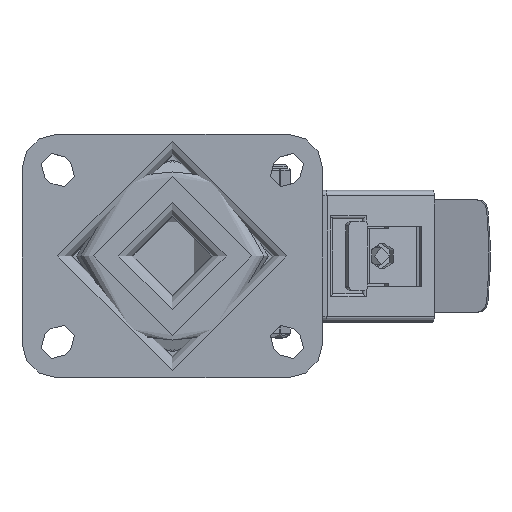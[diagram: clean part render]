
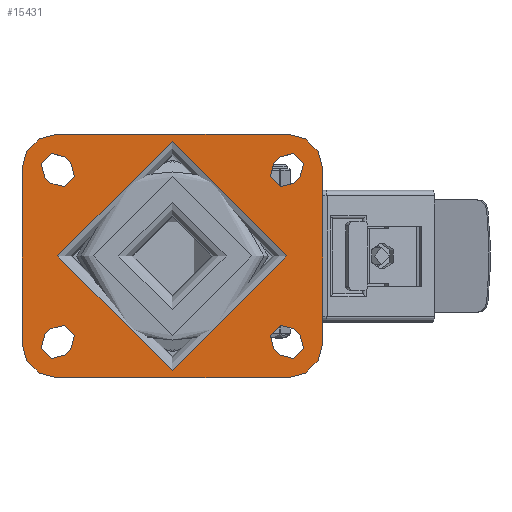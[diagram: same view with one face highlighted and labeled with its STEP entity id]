
A CAD part, top view. The second image highlights one B-rep face of the part: STEP entity #15431.
In plain terms, the highlighted planar face has unit normal (0, 0, 1).
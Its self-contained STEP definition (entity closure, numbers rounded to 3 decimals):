
#1111=FACE_BOUND('',#5352,.T.);
#1112=FACE_BOUND('',#5353,.T.);
#1113=FACE_BOUND('',#5354,.T.);
#1114=FACE_BOUND('',#5355,.T.);
#1115=FACE_BOUND('',#5356,.T.);
#1272=PLANE('',#16710);
#1797=LINE('',#22485,#3022);
#1798=LINE('',#22486,#3023);
#1799=LINE('',#22487,#3024);
#1800=LINE('',#22488,#3025);
#1801=LINE('',#22489,#3026);
#1802=LINE('',#22490,#3027);
#1803=LINE('',#22491,#3028);
#1804=LINE('',#22492,#3029);
#1805=LINE('',#22493,#3030);
#1806=LINE('',#22494,#3031);
#1807=LINE('',#22495,#3032);
#1808=LINE('',#22496,#3033);
#3022=VECTOR('',#18352,1000.);
#3023=VECTOR('',#18353,1000.);
#3024=VECTOR('',#18354,1000.);
#3025=VECTOR('',#18355,1000.);
#3026=VECTOR('',#18356,1000.);
#3027=VECTOR('',#18357,1000.);
#3028=VECTOR('',#18358,1000.);
#3029=VECTOR('',#18359,1000.);
#3030=VECTOR('',#18360,1000.);
#3031=VECTOR('',#18361,1000.);
#3032=VECTOR('',#18362,1000.);
#3033=VECTOR('',#18363,1000.);
#4428=FACE_OUTER_BOUND('',#5351,.T.);
#5351=EDGE_LOOP('',(#10981,#10982,#10983,#10984,#10985,#10986,#10987,#10988));
#5352=EDGE_LOOP('',(#10989,#10990,#10991,#10992));
#5353=EDGE_LOOP('',(#10993,#10994,#10995,#10996));
#5354=EDGE_LOOP('',(#10997,#10998,#10999,#11000));
#5355=EDGE_LOOP('',(#11001,#11002,#11003,#11004));
#5356=EDGE_LOOP('',(#11005));
#6415=CIRCLE('',#16593,5.125);
#6416=CIRCLE('',#16595,5.125);
#6419=CIRCLE('',#16599,5.125);
#6420=CIRCLE('',#16601,5.125);
#6422=CIRCLE('',#16604,5.125);
#6425=CIRCLE('',#16608,5.125);
#6426=CIRCLE('',#16610,5.125);
#6429=CIRCLE('',#16614,5.125);
#6430=CIRCLE('',#16616,12.);
#6432=CIRCLE('',#16619,12.);
#6434=CIRCLE('',#16622,12.);
#6436=CIRCLE('',#16625,12.);
#6507=CIRCLE('',#16707,40.);
#6975=VERTEX_POINT('',#22130);
#6976=VERTEX_POINT('',#22132);
#6977=VERTEX_POINT('',#22136);
#6978=VERTEX_POINT('',#22137);
#6983=VERTEX_POINT('',#22148);
#6984=VERTEX_POINT('',#22150);
#6985=VERTEX_POINT('',#22154);
#6986=VERTEX_POINT('',#22155);
#6989=VERTEX_POINT('',#22163);
#6990=VERTEX_POINT('',#22164);
#6995=VERTEX_POINT('',#22175);
#6996=VERTEX_POINT('',#22177);
#6997=VERTEX_POINT('',#22181);
#6998=VERTEX_POINT('',#22182);
#7003=VERTEX_POINT('',#22193);
#7004=VERTEX_POINT('',#22195);
#7005=VERTEX_POINT('',#22199);
#7006=VERTEX_POINT('',#22200);
#7009=VERTEX_POINT('',#22208);
#7010=VERTEX_POINT('',#22209);
#7013=VERTEX_POINT('',#22217);
#7014=VERTEX_POINT('',#22218);
#7017=VERTEX_POINT('',#22226);
#7018=VERTEX_POINT('',#22227);
#7133=VERTEX_POINT('',#22479);
#8489=EDGE_CURVE('',#6976,#6975,#6415,.T.);
#8491=EDGE_CURVE('',#6977,#6978,#6416,.T.);
#8497=EDGE_CURVE('',#6984,#6983,#6419,.T.);
#8499=EDGE_CURVE('',#6985,#6986,#6420,.T.);
#8503=EDGE_CURVE('',#6989,#6990,#6422,.T.);
#8509=EDGE_CURVE('',#6996,#6995,#6425,.T.);
#8511=EDGE_CURVE('',#6997,#6998,#6426,.T.);
#8517=EDGE_CURVE('',#7004,#7003,#6429,.T.);
#8519=EDGE_CURVE('',#7005,#7006,#6430,.T.);
#8523=EDGE_CURVE('',#7009,#7010,#6432,.T.);
#8527=EDGE_CURVE('',#7013,#7014,#6434,.T.);
#8531=EDGE_CURVE('',#7017,#7018,#6436,.T.);
#8657=EDGE_CURVE('',#7133,#7133,#6507,.T.);
#8660=EDGE_CURVE('',#7014,#7017,#1797,.T.);
#8661=EDGE_CURVE('',#7010,#7013,#1798,.T.);
#8662=EDGE_CURVE('',#7006,#7009,#1799,.T.);
#8663=EDGE_CURVE('',#7018,#7005,#1800,.T.);
#8664=EDGE_CURVE('',#6975,#6977,#1801,.T.);
#8665=EDGE_CURVE('',#6978,#6976,#1802,.T.);
#8666=EDGE_CURVE('',#6983,#6985,#1803,.T.);
#8667=EDGE_CURVE('',#6986,#6984,#1804,.T.);
#8668=EDGE_CURVE('',#6990,#6996,#1805,.T.);
#8669=EDGE_CURVE('',#6995,#6989,#1806,.T.);
#8670=EDGE_CURVE('',#6998,#7004,#1807,.T.);
#8671=EDGE_CURVE('',#7003,#6997,#1808,.T.);
#10981=ORIENTED_EDGE('',*,*,#8531,.F.);
#10982=ORIENTED_EDGE('',*,*,#8660,.F.);
#10983=ORIENTED_EDGE('',*,*,#8527,.F.);
#10984=ORIENTED_EDGE('',*,*,#8661,.F.);
#10985=ORIENTED_EDGE('',*,*,#8523,.F.);
#10986=ORIENTED_EDGE('',*,*,#8662,.F.);
#10987=ORIENTED_EDGE('',*,*,#8519,.F.);
#10988=ORIENTED_EDGE('',*,*,#8663,.F.);
#10989=ORIENTED_EDGE('',*,*,#8664,.T.);
#10990=ORIENTED_EDGE('',*,*,#8491,.T.);
#10991=ORIENTED_EDGE('',*,*,#8665,.T.);
#10992=ORIENTED_EDGE('',*,*,#8489,.T.);
#10993=ORIENTED_EDGE('',*,*,#8666,.T.);
#10994=ORIENTED_EDGE('',*,*,#8499,.T.);
#10995=ORIENTED_EDGE('',*,*,#8667,.T.);
#10996=ORIENTED_EDGE('',*,*,#8497,.T.);
#10997=ORIENTED_EDGE('',*,*,#8668,.T.);
#10998=ORIENTED_EDGE('',*,*,#8509,.T.);
#10999=ORIENTED_EDGE('',*,*,#8669,.T.);
#11000=ORIENTED_EDGE('',*,*,#8503,.T.);
#11001=ORIENTED_EDGE('',*,*,#8670,.T.);
#11002=ORIENTED_EDGE('',*,*,#8517,.T.);
#11003=ORIENTED_EDGE('',*,*,#8671,.T.);
#11004=ORIENTED_EDGE('',*,*,#8511,.T.);
#11005=ORIENTED_EDGE('',*,*,#8657,.F.);
#15431=ADVANCED_FACE('',(#4428,#1111,#1112,#1113,#1114,#1115),#1272,.T.);
#16593=AXIS2_PLACEMENT_3D('',#22133,#18040,#18041);
#16595=AXIS2_PLACEMENT_3D('',#22138,#18045,#18046);
#16599=AXIS2_PLACEMENT_3D('',#22151,#18056,#18057);
#16601=AXIS2_PLACEMENT_3D('',#22156,#18061,#18062);
#16604=AXIS2_PLACEMENT_3D('',#22165,#18069,#18070);
#16608=AXIS2_PLACEMENT_3D('',#22178,#18080,#18081);
#16610=AXIS2_PLACEMENT_3D('',#22183,#18085,#18086);
#16614=AXIS2_PLACEMENT_3D('',#22196,#18096,#18097);
#16616=AXIS2_PLACEMENT_3D('',#22201,#18101,#18102);
#16619=AXIS2_PLACEMENT_3D('',#22210,#18109,#18110);
#16622=AXIS2_PLACEMENT_3D('',#22219,#18117,#18118);
#16625=AXIS2_PLACEMENT_3D('',#22228,#18125,#18126);
#16707=AXIS2_PLACEMENT_3D('',#22480,#18344,#18345);
#16710=AXIS2_PLACEMENT_3D('',#22484,#18350,#18351);
#18040=DIRECTION('center_axis',(0.,0.,-1.));
#18041=DIRECTION('ref_axis',(-1.,0.,0.));
#18045=DIRECTION('center_axis',(0.,0.,-1.));
#18046=DIRECTION('ref_axis',(-1.,0.,0.));
#18056=DIRECTION('center_axis',(0.,0.,-1.));
#18057=DIRECTION('ref_axis',(-1.,0.,0.));
#18061=DIRECTION('center_axis',(0.,0.,-1.));
#18062=DIRECTION('ref_axis',(-1.,0.,0.));
#18069=DIRECTION('center_axis',(0.,0.,-1.));
#18070=DIRECTION('ref_axis',(1.,0.,0.));
#18080=DIRECTION('center_axis',(0.,0.,-1.));
#18081=DIRECTION('ref_axis',(1.,0.,0.));
#18085=DIRECTION('center_axis',(0.,0.,-1.));
#18086=DIRECTION('ref_axis',(1.,0.,0.));
#18096=DIRECTION('center_axis',(0.,0.,-1.));
#18097=DIRECTION('ref_axis',(1.,0.,0.));
#18101=DIRECTION('center_axis',(0.,0.,-1.));
#18102=DIRECTION('ref_axis',(-0.707,0.707,0.));
#18109=DIRECTION('center_axis',(0.,0.,-1.));
#18110=DIRECTION('ref_axis',(0.707,0.707,0.));
#18117=DIRECTION('center_axis',(0.,0.,-1.));
#18118=DIRECTION('ref_axis',(0.707,-0.707,0.));
#18125=DIRECTION('center_axis',(0.,0.,-1.));
#18126=DIRECTION('ref_axis',(-0.707,-0.707,0.));
#18344=DIRECTION('center_axis',(0.,0.,1.));
#18345=DIRECTION('ref_axis',(1.,0.,0.));
#18350=DIRECTION('center_axis',(0.,0.,1.));
#18351=DIRECTION('ref_axis',(1.,0.,0.));
#18352=DIRECTION('',(-1.,0.,0.));
#18353=DIRECTION('',(0.,-1.,0.));
#18354=DIRECTION('',(1.,0.,0.));
#18355=DIRECTION('',(0.,1.,0.));
#18356=DIRECTION('',(-0.707,0.707,0.));
#18357=DIRECTION('',(0.707,-0.707,0.));
#18358=DIRECTION('',(-0.707,-0.707,0.));
#18359=DIRECTION('',(0.707,0.707,0.));
#18360=DIRECTION('',(-0.707,-0.707,0.));
#18361=DIRECTION('',(0.707,0.707,0.));
#18362=DIRECTION('',(-0.707,0.707,0.));
#18363=DIRECTION('',(0.707,-0.707,0.));
#22130=CARTESIAN_POINT('',(37.26,-34.508,0.));
#22132=CARTESIAN_POINT('',(44.508,-27.26,0.));
#22133=CARTESIAN_POINT('Origin',(40.884,-30.884,0.));
#22136=CARTESIAN_POINT('',(35.492,-32.74,0.));
#22137=CARTESIAN_POINT('',(42.74,-25.492,0.));
#22138=CARTESIAN_POINT('Origin',(39.116,-29.116,0.));
#22148=CARTESIAN_POINT('',(44.508,27.26,0.));
#22150=CARTESIAN_POINT('',(37.26,34.508,0.));
#22151=CARTESIAN_POINT('Origin',(40.884,30.884,0.));
#22154=CARTESIAN_POINT('',(42.74,25.492,0.));
#22155=CARTESIAN_POINT('',(35.492,32.74,0.));
#22156=CARTESIAN_POINT('Origin',(39.116,29.116,0.));
#22163=CARTESIAN_POINT('',(-42.74,-25.492,0.));
#22164=CARTESIAN_POINT('',(-35.492,-32.74,0.));
#22165=CARTESIAN_POINT('Origin',(-39.116,-29.116,0.));
#22175=CARTESIAN_POINT('',(-44.508,-27.26,0.));
#22177=CARTESIAN_POINT('',(-37.26,-34.508,0.));
#22178=CARTESIAN_POINT('Origin',(-40.884,-30.884,0.));
#22181=CARTESIAN_POINT('',(-35.492,32.74,0.));
#22182=CARTESIAN_POINT('',(-42.74,25.492,0.));
#22183=CARTESIAN_POINT('Origin',(-39.116,29.116,0.));
#22193=CARTESIAN_POINT('',(-37.26,34.508,0.));
#22195=CARTESIAN_POINT('',(-44.508,27.26,0.));
#22196=CARTESIAN_POINT('Origin',(-40.884,30.884,0.));
#22199=CARTESIAN_POINT('',(-52.5,30.5,0.));
#22200=CARTESIAN_POINT('',(-40.5,42.5,0.));
#22201=CARTESIAN_POINT('Origin',(-40.5,30.5,0.));
#22208=CARTESIAN_POINT('',(40.5,42.5,0.));
#22209=CARTESIAN_POINT('',(52.5,30.5,0.));
#22210=CARTESIAN_POINT('Origin',(40.5,30.5,0.));
#22217=CARTESIAN_POINT('',(52.5,-30.5,0.));
#22218=CARTESIAN_POINT('',(40.5,-42.5,0.));
#22219=CARTESIAN_POINT('Origin',(40.5,-30.5,0.));
#22226=CARTESIAN_POINT('',(-40.5,-42.5,0.));
#22227=CARTESIAN_POINT('',(-52.5,-30.5,0.));
#22228=CARTESIAN_POINT('Origin',(-40.5,-30.5,0.));
#22479=CARTESIAN_POINT('',(40.,0.,0.));
#22480=CARTESIAN_POINT('Origin',(0.,0.,0.));
#22484=CARTESIAN_POINT('Origin',(0.,0.,0.));
#22485=CARTESIAN_POINT('',(52.5,-42.5,0.));
#22486=CARTESIAN_POINT('',(52.5,42.5,0.));
#22487=CARTESIAN_POINT('',(-52.5,42.5,0.));
#22488=CARTESIAN_POINT('',(-52.5,-42.5,0.));
#22489=CARTESIAN_POINT('',(37.26,-34.508,0.));
#22490=CARTESIAN_POINT('',(44.508,-27.26,0.));
#22491=CARTESIAN_POINT('',(44.508,27.26,0.));
#22492=CARTESIAN_POINT('',(37.26,34.508,0.));
#22493=CARTESIAN_POINT('',(-37.26,-34.508,0.));
#22494=CARTESIAN_POINT('',(-44.508,-27.26,0.));
#22495=CARTESIAN_POINT('',(-44.508,27.26,0.));
#22496=CARTESIAN_POINT('',(-37.26,34.508,0.));
